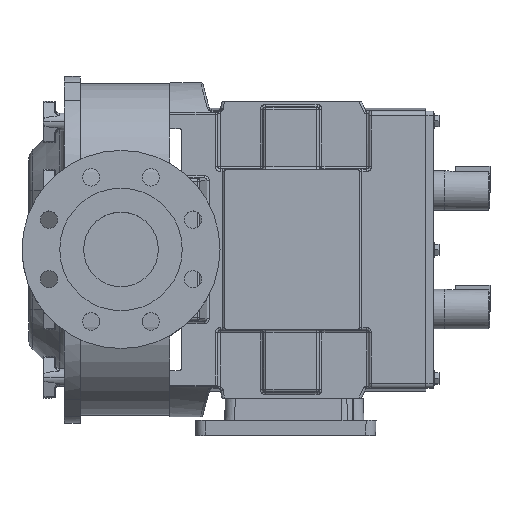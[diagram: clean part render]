
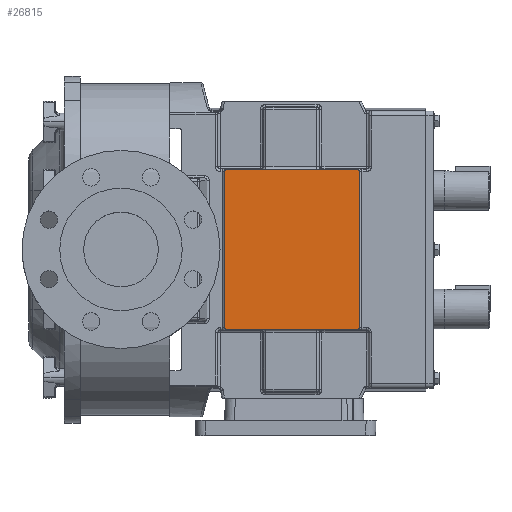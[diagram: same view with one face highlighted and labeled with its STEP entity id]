
A CAD part, top view. The second image highlights one B-rep face of the part: STEP entity #26815.
In plain terms, the highlighted planar face has unit normal (0, 0, 1).
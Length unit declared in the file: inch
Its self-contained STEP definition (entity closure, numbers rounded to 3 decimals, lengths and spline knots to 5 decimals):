
#492 =( BOUNDED_CURVE ( )  B_SPLINE_CURVE ( 3, ( #28867, #12868, #4465, #15348 ),
 .UNSPECIFIED., .F., .F. ) 
 B_SPLINE_CURVE_WITH_KNOTS ( ( 4, 4 ),
 ( 2.3568, 3.92638 ),
 .UNSPECIFIED. ) 
 CURVE ( )  GEOMETRIC_REPRESENTATION_ITEM ( )  RATIONAL_B_SPLINE_CURVE ( ( 1., 0.805, 0.805, 1. ) ) 
 REPRESENTATION_ITEM ( '' )  );
#745 = CARTESIAN_POINT ( 'NONE',  ( 2.91129, 4.04663, 4.5 ) ) ;
#1599 = CARTESIAN_POINT ( 'NONE',  ( 9.51791, 4.04663, 4.5 ) ) ;
#1823 = CARTESIAN_POINT ( 'NONE',  ( 2.78637, 3.99491, 4.5 ) ) ;
#2194 = EDGE_CURVE ( 'NONE', #2388, #31067, #28181, .T. ) ;
#2193 = ORIENTED_EDGE ( 'NONE', *, *, #13408, .T. ) ;
#2388 = VERTEX_POINT ( 'NONE', #5728 ) ;
#2622 = EDGE_CURVE ( 'NONE', #26438, #2388, #19217, .T. ) ;
#2893 = VERTEX_POINT ( 'NONE', #10098 ) ;
#3810 = CARTESIAN_POINT ( 'NONE',  ( 9.56963, 4.04, 4.5 ) ) ;
#4129 = DIRECTION ( 'NONE',  ( -1., 0., 0. ) ) ;
#4465 = CARTESIAN_POINT ( 'NONE',  ( 2.83809, -4.04663, 4.5 ) ) ;
#5728 = CARTESIAN_POINT ( 'NONE',  ( 9.44471, -4.04663, 4.5 ) ) ;
#6969 = CARTESIAN_POINT ( 'NONE',  ( 9.56963, 3.99491, 4.5 ) ) ;
#7554 = CARTESIAN_POINT ( 'NONE',  ( 9.51791, -4.04663, 4.5 ) ) ;
#9699 = ORIENTED_EDGE ( 'NONE', *, *, #31592, .T. ) ;
#9868 = CARTESIAN_POINT ( 'NONE',  ( 2.83809, 4.04663, 4.5 ) ) ;
#10086 = DIRECTION ( 'NONE',  ( 0., 1., 0. ) ) ;
#10098 = CARTESIAN_POINT ( 'NONE',  ( 2.78637, 3.92171, 4.5 ) ) ;
#11138 = PLANE ( 'NONE',  #34404 ) ;
#11511 = DIRECTION ( 'NONE',  ( 0., -1., 0. ) ) ;
#11558 = VECTOR ( 'NONE', #4129, 39.37008 ) ;
#11690 = LINE ( 'NONE', #3810, #14943 ) ;
#12018 = EDGE_CURVE ( 'NONE', #28270, #31067, #11690, .T. ) ;
#12868 = CARTESIAN_POINT ( 'NONE',  ( 2.78637, -3.99491, 4.5 ) ) ;
#13408 = EDGE_CURVE ( 'NONE', #28270, #28976, #24171, .T. ) ;
#13470 = FACE_OUTER_BOUND ( 'NONE', #14187, .T. ) ;
#13511 = CARTESIAN_POINT ( 'NONE',  ( 2.91129, -4.04663, 4.5 ) ) ;
#14187 = EDGE_LOOP ( 'NONE', ( #25996, #28180, #28013, #30244, #15667, #14687, #2193, #9699 ) ) ;
#14188 = EDGE_CURVE ( 'NONE', #21917, #26438, #492, .T. ) ;
#14687 = ORIENTED_EDGE ( 'NONE', *, *, #12018, .F. ) ;
#14943 = VECTOR ( 'NONE', #11511, 39.37008 ) ;
#15348 = CARTESIAN_POINT ( 'NONE',  ( 2.91129, -4.04663, 4.5 ) ) ;
#15390 = CARTESIAN_POINT ( 'NONE',  ( 9.56963, -3.99491, 4.5 ) ) ;
#15563 = CARTESIAN_POINT ( 'NONE',  ( 9.44471, -4.04663, 4.5 ) ) ;
#15667 = ORIENTED_EDGE ( 'NONE', *, *, #2194, .T. ) ;
#16694 = DIRECTION ( 'NONE',  ( 1., 0., 0. ) ) ;
#18103 = LINE ( 'NONE', #31808, #20473 ) ;
#18889 = VECTOR ( 'NONE', #16694, 39.37008 ) ;
#19167 = LINE ( 'NONE', #25353, #11558 ) ;
#19217 = LINE ( 'NONE', #22584, #18889 ) ;
#20473 = VECTOR ( 'NONE', #10086, 39.37008 ) ;
#21060 = CARTESIAN_POINT ( 'NONE',  ( 9.56963, 3.92171, 4.5 ) ) ;
#21917 = VERTEX_POINT ( 'NONE', #33816 ) ;
#22584 = CARTESIAN_POINT ( 'NONE',  ( 2.793, -4.04663, 4.5 ) ) ;
#22915 = EDGE_CURVE ( 'NONE', #21917, #2893, #18103, .T. ) ;
#23415 = CARTESIAN_POINT ( 'NONE',  ( 2.91129, 4.04663, 4.5 ) ) ;
#23811 = CARTESIAN_POINT ( 'NONE',  ( 9.56963, 3.92171, 4.5 ) ) ;
#23927 = EDGE_CURVE ( 'NONE', #28475, #2893, #25585, .T. ) ;
#24171 =( BOUNDED_CURVE ( )  B_SPLINE_CURVE ( 3, ( #21060, #6969, #1599, #34596 ),
 .UNSPECIFIED., .F., .F. ) 
 B_SPLINE_CURVE_WITH_KNOTS ( ( 4, 4 ),
 ( 5.4984, 7.06797 ),
 .UNSPECIFIED. ) 
 CURVE ( )  GEOMETRIC_REPRESENTATION_ITEM ( )  RATIONAL_B_SPLINE_CURVE ( ( 1., 0.805, 0.805, 1. ) ) 
 REPRESENTATION_ITEM ( '' )  );
#25353 = CARTESIAN_POINT ( 'NONE',  ( 2.793, 4.04663, 4.5 ) ) ;
#25585 =( BOUNDED_CURVE ( )  B_SPLINE_CURVE ( 3, ( #23415, #9868, #1823, #29266 ),
 .UNSPECIFIED., .F., .F. ) 
 B_SPLINE_CURVE_WITH_KNOTS ( ( 4, 4 ),
 ( 2.3568, 3.92638 ),
 .UNSPECIFIED. ) 
 CURVE ( )  GEOMETRIC_REPRESENTATION_ITEM ( )  RATIONAL_B_SPLINE_CURVE ( ( 1., 0.805, 0.805, 1. ) ) 
 REPRESENTATION_ITEM ( '' )  );
#25996 = ORIENTED_EDGE ( 'NONE', *, *, #23927, .T. ) ;
#26424 = CARTESIAN_POINT ( 'NONE',  ( 9.56963, -3.92171, 4.5 ) ) ;
#26438 = VERTEX_POINT ( 'NONE', #13511 ) ;
#26815 = ADVANCED_FACE ( 'NONE', ( #13470 ), #11138, .F. ) ;
#27038 = CARTESIAN_POINT ( 'NONE',  ( 9.56963, -3.92171, 4.5 ) ) ;
#28013 = ORIENTED_EDGE ( 'NONE', *, *, #14188, .T. ) ;
#28180 = ORIENTED_EDGE ( 'NONE', *, *, #22915, .F. ) ;
#28181 =( BOUNDED_CURVE ( )  B_SPLINE_CURVE ( 3, ( #15563, #7554, #15390, #26424 ),
 .UNSPECIFIED., .F., .F. ) 
 B_SPLINE_CURVE_WITH_KNOTS ( ( 4, 4 ),
 ( 5.4984, 7.06797 ),
 .UNSPECIFIED. ) 
 CURVE ( )  GEOMETRIC_REPRESENTATION_ITEM ( )  RATIONAL_B_SPLINE_CURVE ( ( 1., 0.805, 0.805, 1. ) ) 
 REPRESENTATION_ITEM ( '' )  );
#28270 = VERTEX_POINT ( 'NONE', #23811 ) ;
#28475 = VERTEX_POINT ( 'NONE', #745 ) ;
#28500 = DIRECTION ( 'NONE',  ( -1., 0., 0. ) ) ;
#28867 = CARTESIAN_POINT ( 'NONE',  ( 2.78637, -3.92171, 4.5 ) ) ;
#28976 = VERTEX_POINT ( 'NONE', #33688 ) ;
#29266 = CARTESIAN_POINT ( 'NONE',  ( 2.78637, 3.92171, 4.5 ) ) ;
#29845 = DIRECTION ( 'NONE',  ( 0., 0., -1. ) ) ;
#30244 = ORIENTED_EDGE ( 'NONE', *, *, #2622, .T. ) ;
#31067 = VERTEX_POINT ( 'NONE', #27038 ) ;
#31592 = EDGE_CURVE ( 'NONE', #28976, #28475, #19167, .T. ) ;
#31808 = CARTESIAN_POINT ( 'NONE',  ( 2.78637, 4.04, 4.5 ) ) ;
#32871 = CARTESIAN_POINT ( 'NONE',  ( 2.25, -8., 4.5 ) ) ;
#33688 = CARTESIAN_POINT ( 'NONE',  ( 9.44471, 4.04663, 4.5 ) ) ;
#33816 = CARTESIAN_POINT ( 'NONE',  ( 2.78637, -3.92171, 4.5 ) ) ;
#34404 = AXIS2_PLACEMENT_3D ( 'NONE', #32871, #29845, #28500 ) ;
#34596 = CARTESIAN_POINT ( 'NONE',  ( 9.44471, 4.04663, 4.5 ) ) ;
